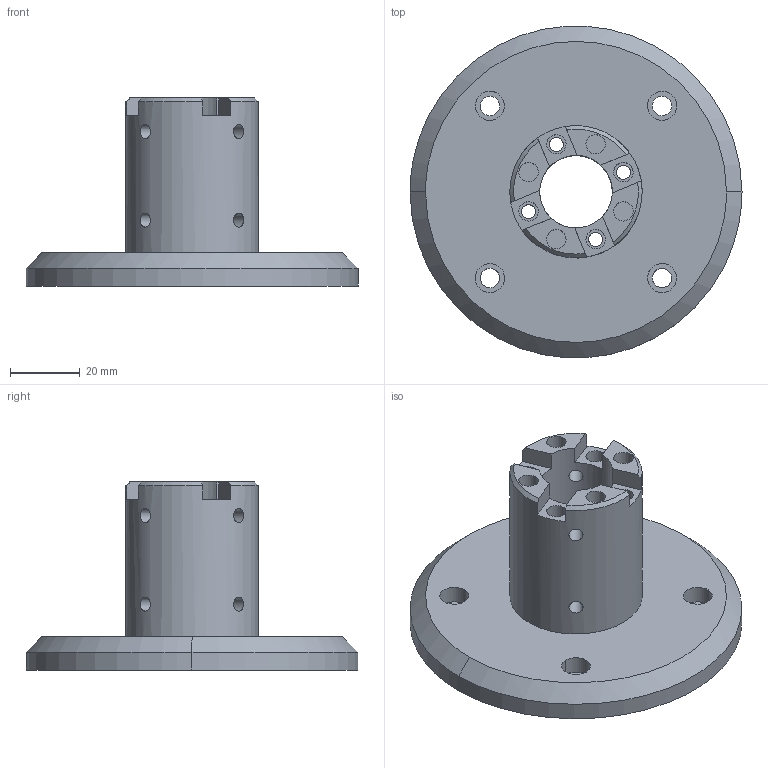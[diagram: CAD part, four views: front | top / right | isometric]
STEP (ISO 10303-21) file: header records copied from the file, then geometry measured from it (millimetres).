
FILE_DESCRIPTION(/* description */ ('Alibre Inc.'),/* implementation_level */ '2;1');
FILE_NAME(/* name */ 'export0',/* time_stamp */ '2015-05-18T12:53:40-07:00',/* author */ (''),/* organization */ (''),/* preprocessor_version */ 'ST-DEVELOPER v14',/* originating_system */ 'Alibre',/* authorisation */ '');
FILE_SCHEMA (('CONFIG_CONTROL_DESIGN'));
Length unit declared in the file: inch
Products named in the file (3): ID_1; ID_2
Bounding box: 95.25 x 95.04 x 53.98 mm (x, y, z)
Volume: 84325.4 mm3; surface area: 33151.7 mm2
Topology: 2 solids, 2 shells, 75 faces, 202 edges, 134 vertices
Faces by surface type: cylinder 46, plane 23, cone 6
Full cylindrical faces by diameter (mm): 4.039 x8, 5.563 x8, 20.828 x1, 37.973 x1
Entity records: 3103 total; most frequent: CARTESIAN_POINT 1277, ORIENTED_EDGE 364, DIRECTION 198, EDGE_CURVE 182, EDGE_LOOP 148, FACE_BOUND 148, VERTEX_POINT 132, AXIS2_PLACEMENT_3D 92
